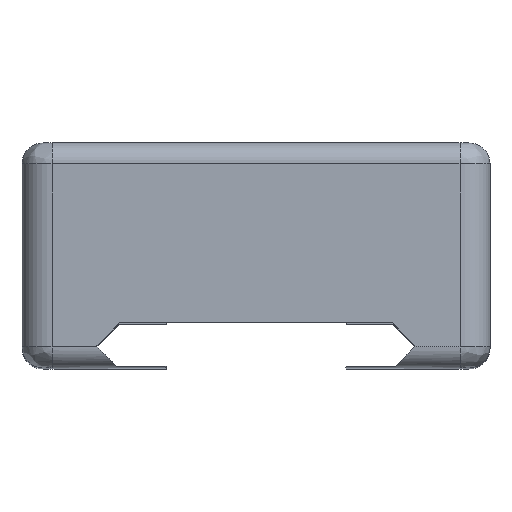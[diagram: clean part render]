
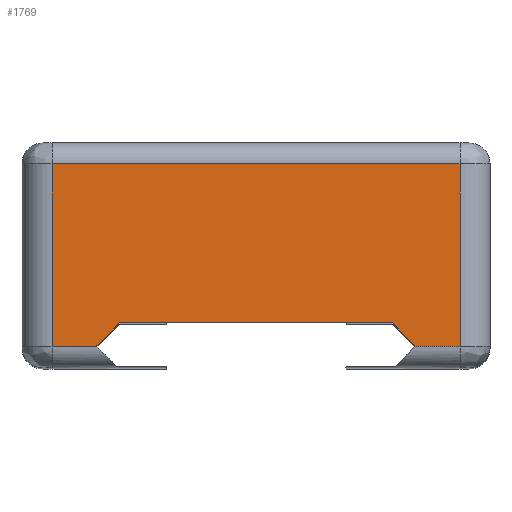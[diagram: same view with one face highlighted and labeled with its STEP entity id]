
A CAD part, top view. The second image highlights one B-rep face of the part: STEP entity #1769.
In plain terms, the highlighted planar face has unit normal (0, 0, 1).
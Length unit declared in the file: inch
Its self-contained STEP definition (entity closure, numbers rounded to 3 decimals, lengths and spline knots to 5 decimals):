
#42=PLANE('',#1907);
#135=FACE_OUTER_BOUND('',#235,.T.);
#235=EDGE_LOOP('',(#1365,#1366,#1367,#1368,#1369,#1370,#1371,#1372,#1373,
#1374));
#334=LINE('',#2556,#552);
#367=LINE('',#2672,#585);
#380=LINE('',#2732,#598);
#386=LINE('',#2744,#604);
#387=LINE('',#2746,#605);
#388=LINE('',#2748,#606);
#389=LINE('',#2750,#607);
#390=LINE('',#2752,#608);
#391=LINE('',#2754,#609);
#392=LINE('',#2755,#610);
#552=VECTOR('',#2049,0.3937);
#585=VECTOR('',#2122,0.3937);
#598=VECTOR('',#2167,0.3937);
#604=VECTOR('',#2177,0.3937);
#605=VECTOR('',#2178,0.3937);
#606=VECTOR('',#2179,0.3937);
#607=VECTOR('',#2180,0.3937);
#608=VECTOR('',#2181,0.3937);
#609=VECTOR('',#2182,0.3937);
#610=VECTOR('',#2183,0.3937);
#808=VERTEX_POINT('',#2548);
#810=VERTEX_POINT('',#2554);
#845=VERTEX_POINT('',#2669);
#846=VERTEX_POINT('',#2671);
#863=VERTEX_POINT('',#2743);
#864=VERTEX_POINT('',#2745);
#865=VERTEX_POINT('',#2747);
#866=VERTEX_POINT('',#2749);
#867=VERTEX_POINT('',#2751);
#868=VERTEX_POINT('',#2753);
#980=EDGE_CURVE('',#810,#808,#334,.T.);
#1026=EDGE_CURVE('',#845,#846,#367,.T.);
#1049=EDGE_CURVE('',#846,#810,#380,.T.);
#1055=EDGE_CURVE('',#845,#863,#386,.T.);
#1056=EDGE_CURVE('',#864,#863,#387,.T.);
#1057=EDGE_CURVE('',#864,#865,#388,.T.);
#1058=EDGE_CURVE('',#866,#865,#389,.T.);
#1059=EDGE_CURVE('',#866,#867,#390,.T.);
#1060=EDGE_CURVE('',#868,#867,#391,.T.);
#1061=EDGE_CURVE('',#808,#868,#392,.T.);
#1365=ORIENTED_EDGE('',*,*,#980,.F.);
#1366=ORIENTED_EDGE('',*,*,#1049,.F.);
#1367=ORIENTED_EDGE('',*,*,#1026,.F.);
#1368=ORIENTED_EDGE('',*,*,#1055,.T.);
#1369=ORIENTED_EDGE('',*,*,#1056,.F.);
#1370=ORIENTED_EDGE('',*,*,#1057,.T.);
#1371=ORIENTED_EDGE('',*,*,#1058,.F.);
#1372=ORIENTED_EDGE('',*,*,#1059,.T.);
#1373=ORIENTED_EDGE('',*,*,#1060,.F.);
#1374=ORIENTED_EDGE('',*,*,#1061,.F.);
#1769=ADVANCED_FACE('',(#135),#42,.T.);
#1907=AXIS2_PLACEMENT_3D('',#2742,#2175,#2176);
#2049=DIRECTION('',(1.,0.,0.));
#2122=DIRECTION('',(-1.,0.,0.));
#2167=DIRECTION('',(0.,1.,0.));
#2175=DIRECTION('center_axis',(0.,0.,1.));
#2176=DIRECTION('ref_axis',(-1.,0.,0.));
#2177=DIRECTION('',(0.,1.,0.));
#2178=DIRECTION('',(-0.707,-0.707,0.));
#2179=DIRECTION('',(1.,0.,0.));
#2180=DIRECTION('',(-0.707,0.707,0.));
#2181=DIRECTION('',(0.,-1.,0.));
#2182=DIRECTION('',(-1.,0.,0.));
#2183=DIRECTION('',(0.,-1.,0.));
#2548=CARTESIAN_POINT('',(0.68,-0.07,1.335));
#2554=CARTESIAN_POINT('',(-0.68,-0.07,1.335));
#2556=CARTESIAN_POINT('',(0.39,-0.07,1.335));
#2669=CARTESIAN_POINT('',(-0.53,-0.68,1.335));
#2671=CARTESIAN_POINT('',(-0.68,-0.68,1.335));
#2672=CARTESIAN_POINT('',(0.39,-0.68,1.335));
#2732=CARTESIAN_POINT('',(-0.68,0.,1.335));
#2742=CARTESIAN_POINT('Origin',(0.78,0.,1.335));
#2743=CARTESIAN_POINT('',(-0.53,-0.675,1.335));
#2744=CARTESIAN_POINT('',(-0.53,-0.3,1.335));
#2745=CARTESIAN_POINT('',(-0.455,-0.6,1.335));
#2746=CARTESIAN_POINT('',(-0.015,-0.16,1.335));
#2747=CARTESIAN_POINT('',(0.455,-0.6,1.335));
#2748=CARTESIAN_POINT('',(0.655,-0.6,1.335));
#2749=CARTESIAN_POINT('',(0.53,-0.675,1.335));
#2750=CARTESIAN_POINT('',(0.405,-0.55,1.335));
#2751=CARTESIAN_POINT('',(0.53,-0.68,1.335));
#2752=CARTESIAN_POINT('',(0.53,-0.3725,1.335));
#2753=CARTESIAN_POINT('',(0.68,-0.68,1.335));
#2754=CARTESIAN_POINT('',(0.39,-0.68,1.335));
#2755=CARTESIAN_POINT('',(0.68,0.,1.335));
